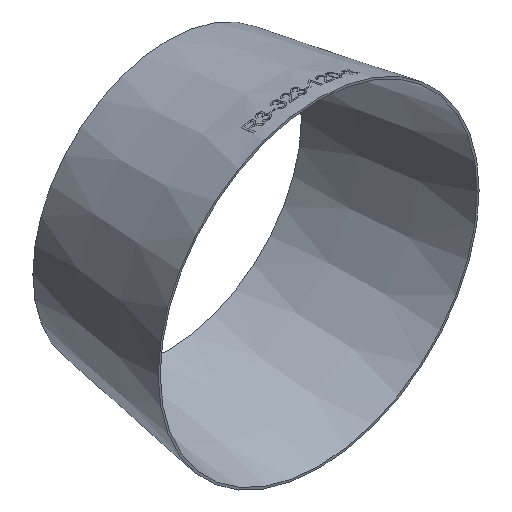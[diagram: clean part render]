
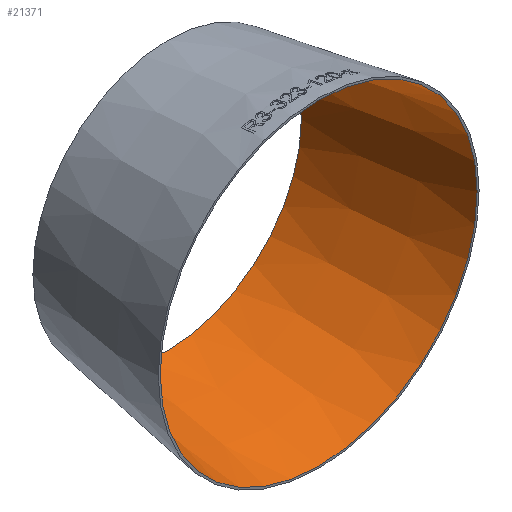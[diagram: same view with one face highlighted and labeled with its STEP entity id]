
A CAD part, isometric view. The second image highlights one B-rep face of the part: STEP entity #21371.
In plain terms, the highlighted conical face has half-angle 9.505 degrees and reference radius 159.922 mm.
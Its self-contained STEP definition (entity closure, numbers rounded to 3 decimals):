
#1807 = DIRECTION ( 'NONE',  ( 0., 0., -1. ) ) ;
#2466 = CARTESIAN_POINT ( 'NONE',  ( 0., 0., -159.922 ) ) ;
#3423 = CONICAL_SURFACE ( 'NONE', #6975, 159.922, 0.166 ) ;
#3660 = DIRECTION ( 'NONE',  ( 0., -1., 0. ) ) ;
#3965 = CARTESIAN_POINT ( 'NONE',  ( 0., 152., 0. ) ) ;
#4009 = CARTESIAN_POINT ( 'NONE',  ( 0., 0., 0. ) ) ;
#4413 = EDGE_LOOP ( 'NONE', ( #7815 ) ) ;
#4847 = VERTEX_POINT ( 'NONE', #2466 ) ;
#6416 = CARTESIAN_POINT ( 'NONE',  ( 0., 0., 0. ) ) ;
#6975 = AXIS2_PLACEMENT_3D ( 'NONE', #4009, #25825, #18891 ) ;
#7815 = ORIENTED_EDGE ( 'NONE', *, *, #18766, .T. ) ;
#9397 = FACE_OUTER_BOUND ( 'NONE', #4413, .T. ) ;
#11926 = FACE_BOUND ( 'NONE', #26265, .T. ) ;
#16419 = VERTEX_POINT ( 'NONE', #21632 ) ;
#16675 = EDGE_CURVE ( 'NONE', #16419, #16419, #26582, .T. ) ;
#18440 = DIRECTION ( 'NONE',  ( 0., -1., 0. ) ) ;
#18766 = EDGE_CURVE ( 'NONE', #4847, #4847, #24112, .T. ) ;
#18891 = DIRECTION ( 'NONE',  ( 0., 0., -1. ) ) ;
#20599 = AXIS2_PLACEMENT_3D ( 'NONE', #6416, #18440, #1807 ) ;
#21371 = ADVANCED_FACE ( 'NONE', ( #11926, #9397 ), #3423, .F. ) ;
#21632 = CARTESIAN_POINT ( 'NONE',  ( 0., 152., -134.472 ) ) ;
#23084 = AXIS2_PLACEMENT_3D ( 'NONE', #3965, #3660, #23272 ) ;
#23272 = DIRECTION ( 'NONE',  ( 0., 0., -1. ) ) ;
#24074 = ORIENTED_EDGE ( 'NONE', *, *, #16675, .F. ) ;
#24112 = CIRCLE ( 'NONE', #20599, 159.922 ) ;
#25825 = DIRECTION ( 'NONE',  ( 0., -1., 0. ) ) ;
#26265 = EDGE_LOOP ( 'NONE', ( #24074 ) ) ;
#26582 = CIRCLE ( 'NONE', #23084, 134.472 ) ;
